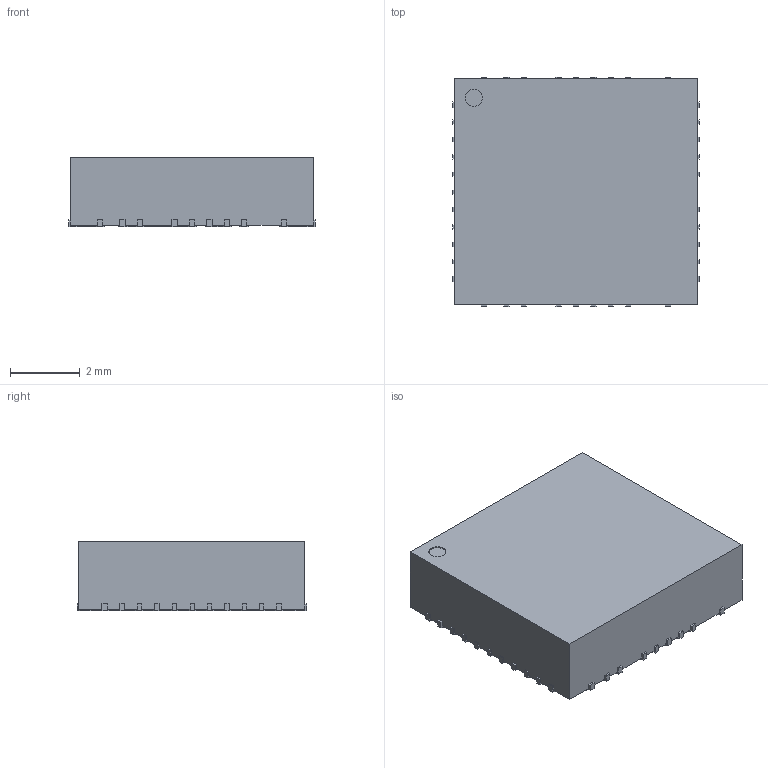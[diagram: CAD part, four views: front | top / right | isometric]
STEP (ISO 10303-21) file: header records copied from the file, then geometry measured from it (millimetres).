
FILE_DESCRIPTION(/* description */ ('Unknown'),/* implementation_level */ '2;1');
FILE_NAME(/* name */ 'TPSM64406RCHR',/* time_stamp */ '2024-11-12T07:29:00+02:00',/* author */ ('Unknown'),/* organization */ ('Unknown'),/* preprocessor_version */ 'ST-DEVELOPER v19.4',/* originating_system */ 'Solid Edge',/* authorisation */ 'Unknown');
FILE_SCHEMA (('AUTOMOTIVE_DESIGN {1 0 10303 214 3 1 1}'));
Length unit declared in the file: millimetre
Products named in the file (1): TPSM64406RCHR
Bounding box: 7.1 x 6.6 x 2 mm (x, y, z)
Volume: 89.5 mm3; surface area: 149.3 mm2
Topology: 1 solids, 1 shells, 418 faces, 1153 edges, 743 vertices
Faces by surface type: plane 413, cylinder 5
Full cylindrical faces by diameter (mm): 0.15 x4, 0.492 x1
Entity records: 15847 total; most frequent: CARTESIAN_POINT 2308, ORIENTED_EDGE 2294, DIRECTION 1995, EDGE_CURVE 1147, LINE 1137, VECTOR 1137, VERTEX_POINT 742, EDGE_LOOP 429
